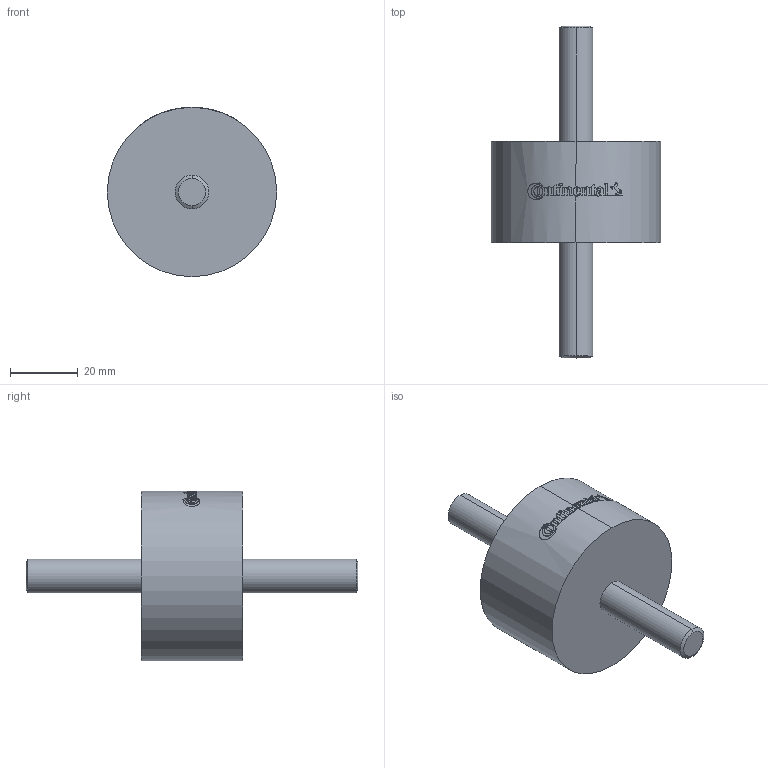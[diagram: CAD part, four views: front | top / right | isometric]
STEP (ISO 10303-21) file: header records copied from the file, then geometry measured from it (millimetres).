
FILE_DESCRIPTION (( 'STEP AP214' ), '1' );
FILE_NAME ('025333_Puffer_Typ_A_Schwingmetall_Contitech.STEP', '2014-03-17T12:37:36', ( '' ), ( '' ), 'SwSTEP 2.0', 'SolidWorks 2012', '' );
FILE_SCHEMA (( 'AUTOMOTIVE_DESIGN' ));
Length unit declared in the file: millimetre
Products named in the file (1): 025333_Puffer_Typ_A_Schwingmetall_Contitech
Bounding box: 50 x 98 x 50 mm (x, y, z)
Volume: 64223.4 mm3; surface area: 10767.2 mm2
Topology: 1 solids, 1 shells, 260 faces, 707 edges, 470 vertices
Faces by surface type: plane 136, bspline 94, cylinder 26, cone 4
Entity records: 9817 total; most frequent: CARTESIAN_POINT 3892, ORIENTED_EDGE 1414, DIRECTION 919, EDGE_CURVE 707, VERTEX_POINT 470, LINE 353, VECTOR 353, AXIS2_PLACEMENT_3D 283
